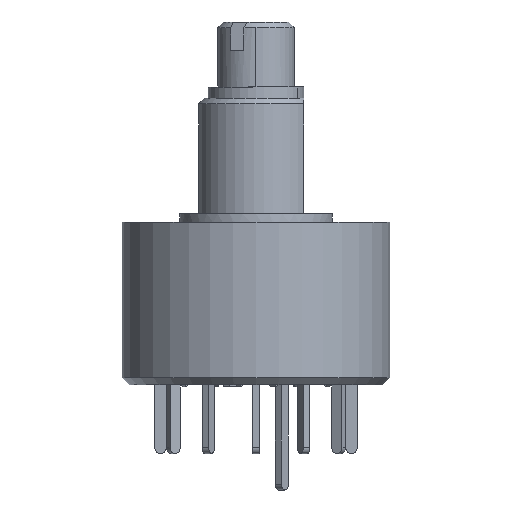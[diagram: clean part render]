
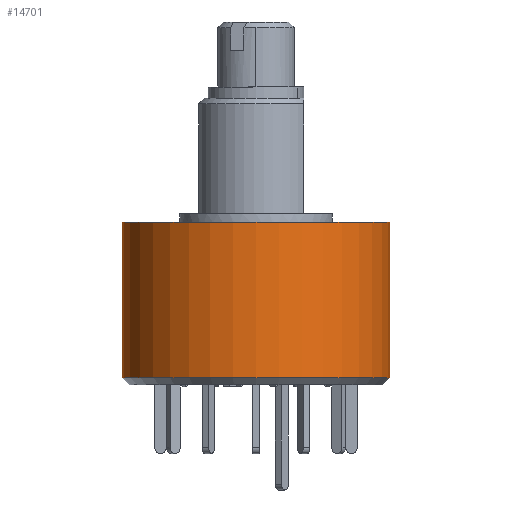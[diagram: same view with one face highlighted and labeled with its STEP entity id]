
A CAD part, left-side view. The second image highlights one B-rep face of the part: STEP entity #14701.
In plain terms, the highlighted cylindrical face has radius 7 mm (diameter 14 mm), a partial arc.
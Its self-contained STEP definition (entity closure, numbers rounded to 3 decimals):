
#72 = EDGE_CURVE ( 'NONE', #16482, #9316, #14785, .T. ) ;
#1549 = ORIENTED_EDGE ( 'NONE', *, *, #1864, .T. ) ;
#1864 = EDGE_CURVE ( 'NONE', #9316, #6718, #9792, .T. ) ;
#1932 = DIRECTION ( 'NONE',  ( 0., 0., 1. ) ) ;
#2105 = CIRCLE ( 'NONE', #12826, 7. ) ;
#2770 = CARTESIAN_POINT ( 'NONE',  ( 0., 0., -0.45 ) ) ;
#3150 = CARTESIAN_POINT ( 'NONE',  ( 0., 0., -8.574 ) ) ;
#3333 = DIRECTION ( 'NONE',  ( 0., 0., -1. ) ) ;
#3914 = CARTESIAN_POINT ( 'NONE',  ( 0., -7., -8.574 ) ) ;
#4401 = CARTESIAN_POINT ( 'NONE',  ( 0., 7., -0.45 ) ) ;
#5418 = CARTESIAN_POINT ( 'NONE',  ( 0., 7., -8.574 ) ) ;
#5690 = DIRECTION ( 'NONE',  ( 0., 1., 0. ) ) ;
#5919 = CARTESIAN_POINT ( 'NONE',  ( 0., 0., -0.45 ) ) ;
#5935 = DIRECTION ( 'NONE',  ( 0., -1., 0. ) ) ;
#6047 = CARTESIAN_POINT ( 'NONE',  ( 0., -7., -0.45 ) ) ;
#6118 = VERTEX_POINT ( 'NONE', #10764 ) ;
#6658 = ORIENTED_EDGE ( 'NONE', *, *, #72, .T. ) ;
#6718 = VERTEX_POINT ( 'NONE', #3914 ) ;
#7264 = VECTOR ( 'NONE', #3333, 1000. ) ;
#7370 = VECTOR ( 'NONE', #10666, 1000. ) ;
#7543 = EDGE_CURVE ( 'NONE', #16482, #6118, #2105, .T. ) ;
#7710 = CYLINDRICAL_SURFACE ( 'NONE', #16239, 7. ) ;
#7713 = LINE ( 'NONE', #6047, #7264 ) ;
#8759 = DIRECTION ( 'NONE',  ( 0., -1., 0. ) ) ;
#8792 = FACE_OUTER_BOUND ( 'NONE', #9629, .T. ) ;
#9316 = VERTEX_POINT ( 'NONE', #5418 ) ;
#9337 = ORIENTED_EDGE ( 'NONE', *, *, #11016, .F. ) ;
#9629 = EDGE_LOOP ( 'NONE', ( #9337, #11362, #6658, #1549 ) ) ;
#9792 = CIRCLE ( 'NONE', #17690, 7. ) ;
#10666 = DIRECTION ( 'NONE',  ( 0., 0., -1. ) ) ;
#10764 = CARTESIAN_POINT ( 'NONE',  ( 0., -7., -0.45 ) ) ;
#11016 = EDGE_CURVE ( 'NONE', #6118, #6718, #7713, .T. ) ;
#11362 = ORIENTED_EDGE ( 'NONE', *, *, #7543, .F. ) ;
#12020 = CARTESIAN_POINT ( 'NONE',  ( 0., 7., -0.45 ) ) ;
#12826 = AXIS2_PLACEMENT_3D ( 'NONE', #5919, #1932, #8759 ) ;
#14311 = DIRECTION ( 'NONE',  ( 0., 0., -1. ) ) ;
#14317 = DIRECTION ( 'NONE',  ( 0., 0., 1. ) ) ;
#14701 = ADVANCED_FACE ( 'NONE', ( #8792 ), #7710, .T. ) ;
#14785 = LINE ( 'NONE', #12020, #7370 ) ;
#16239 = AXIS2_PLACEMENT_3D ( 'NONE', #2770, #14311, #5690 ) ;
#16482 = VERTEX_POINT ( 'NONE', #4401 ) ;
#17690 = AXIS2_PLACEMENT_3D ( 'NONE', #3150, #14317, #5935 ) ;
